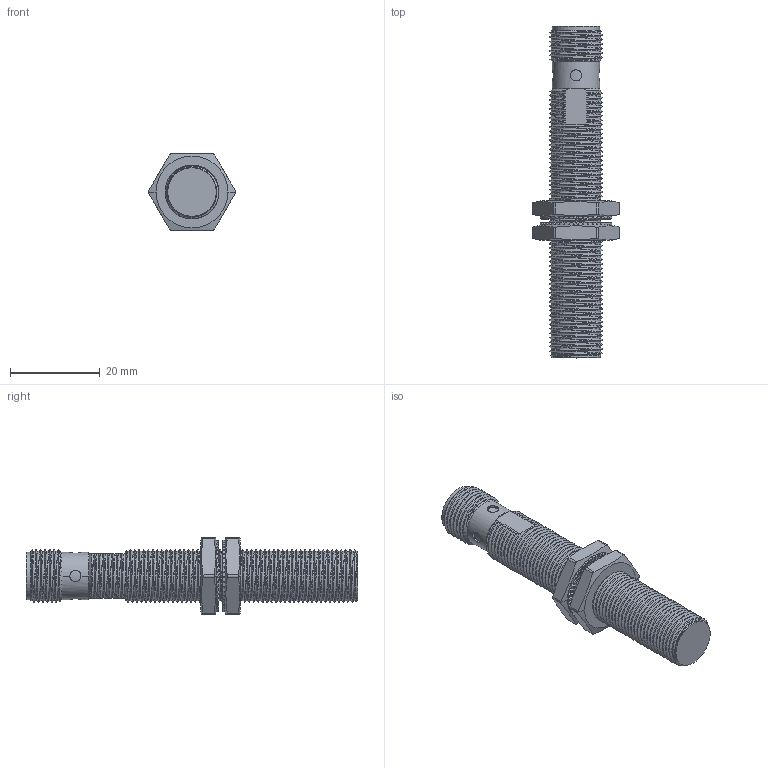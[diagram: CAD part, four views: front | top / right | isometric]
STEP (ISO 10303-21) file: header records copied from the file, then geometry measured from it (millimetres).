
FILE_DESCRIPTION(/* description */ (''),/* implementation_level */ '2;1');
FILE_NAME(/* name */ 'ELCO_Fi4-G12-CA41L-Q12.stp',/* time_stamp */ '2025-12-19T10:44:20+08:00',/* author */ (''),/* organization */ (''),/* preprocessor_version */ 'ST-DEVELOPER v16',/* originating_system */ 'SIEMENS PLM Software NX 10.0',/* authorisation */ '');
FILE_SCHEMA (('AUTOMOTIVE_DESIGN { 1 0 10303 214 3 1 1 1 }'));
Length unit declared in the file: millimetre
Products named in the file (1): Admi64A0C12Chs5c
Bounding box: 19.48 x 74 x 17 mm (x, y, z)
Volume: 7854.2 mm3; surface area: 6270.6 mm2
Topology: 3 solids, 4 shells, 728 faces, 2083 edges, 1372 vertices
Faces by surface type: cylinder 396, plane 224, bspline 68, cone 28, sphere 8, torus 4
Full cylindrical faces by diameter (mm): 10.5 x1
Entity records: 40612 total; most frequent: CARTESIAN_POINT 24046, ORIENTED_EDGE 4162, DIRECTION 2280, EDGE_CURVE 2081, VERTEX_POINT 1371, B_SPLINE_CURVE_WITH_KNOTS 1266, AXIS2_PLACEMENT_3D 804, EDGE_LOOP 744
